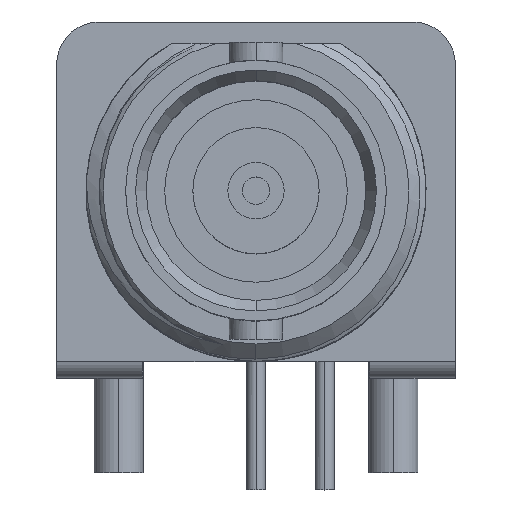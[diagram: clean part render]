
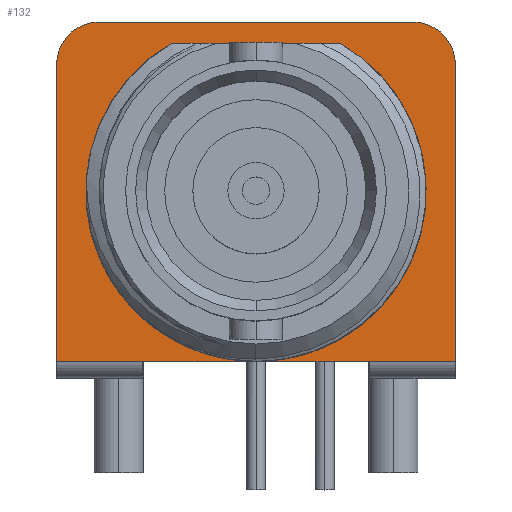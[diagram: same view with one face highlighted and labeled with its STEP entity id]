
A CAD part, top view. The second image highlights one B-rep face of the part: STEP entity #132.
In plain terms, the highlighted planar face has unit normal (0, 0, 1).
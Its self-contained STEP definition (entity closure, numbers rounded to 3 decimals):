
#132=ADVANCED_FACE('',(#382),#383,.F.);
#382=FACE_OUTER_BOUND('',#2276,.T.);
#383=PLANE('',#2277);
#2276=EDGE_LOOP('',(#3022,#3023,#3024,#3025,#3026,#3027,#3028,#3029,#3030,#3031));
#2277=AXIS2_PLACEMENT_3D('',#3032,#3033,#3034);
#3022=ORIENTED_EDGE('',*,*,#3832,.F.);
#3023=ORIENTED_EDGE('',*,*,#3833,.F.);
#3024=ORIENTED_EDGE('',*,*,#3834,.F.);
#3025=ORIENTED_EDGE('',*,*,#3835,.F.);
#3026=ORIENTED_EDGE('',*,*,#3836,.F.);
#3027=ORIENTED_EDGE('',*,*,#3837,.F.);
#3028=ORIENTED_EDGE('',*,*,#3838,.F.);
#3029=ORIENTED_EDGE('',*,*,#3617,.T.);
#3030=ORIENTED_EDGE('',*,*,#3734,.T.);
#3031=ORIENTED_EDGE('',*,*,#3801,.T.);
#3032=CARTESIAN_POINT('',(0.0,0.0,-21.209));
#3033=DIRECTION('',(0.0,0.0,-1.0));
#3034=DIRECTION('',(0.0,-1.0,0.0));
#3617=EDGE_CURVE('',#4040,#4038,#4041,.T.);
#3734=EDGE_CURVE('',#4038,#4248,#4250,.T.);
#3801=EDGE_CURVE('',#4248,#4352,#4354,.T.);
#3832=EDGE_CURVE('',#4390,#4352,#4391,.T.);
#3833=EDGE_CURVE('',#4392,#4390,#4393,.T.);
#3834=EDGE_CURVE('',#4394,#4392,#4395,.T.);
#3835=EDGE_CURVE('',#4396,#4394,#4397,.T.);
#3836=EDGE_CURVE('',#4398,#4396,#4399,.T.);
#3837=EDGE_CURVE('',#4400,#4398,#4401,.T.);
#3838=EDGE_CURVE('',#4040,#4400,#4402,.T.);
#4038=VERTEX_POINT('',#4787);
#4040=VERTEX_POINT('',#4790);
#4041=CIRCLE('',#4791,6.295);
#4248=VERTEX_POINT('',#5628);
#4250=LINE('',#5631,#5632);
#4352=VERTEX_POINT('',#6463);
#4354=CIRCLE('',#6465,6.295);
#4390=VERTEX_POINT('',#7064);
#4391=LINE('',#7065,#7066);
#4392=VERTEX_POINT('',#7067);
#4393=LINE('',#7068,#7069);
#4394=VERTEX_POINT('',#7070);
#4395=CIRCLE('',#7071,1.575);
#4396=VERTEX_POINT('',#7072);
#4397=LINE('',#7073,#7074);
#4398=VERTEX_POINT('',#7075);
#4399=CIRCLE('',#7076,1.575);
#4400=VERTEX_POINT('',#7077);
#4401=LINE('',#7078,#7079);
#4402=LINE('',#7080,#7081);
#4787=CARTESIAN_POINT('',(-3.123,5.465,-21.209));
#4790=CARTESIAN_POINT('',(-0.513,-6.274,-21.209));
#4791=AXIS2_PLACEMENT_3D('',#7564,#7565,#7566);
#5628=CARTESIAN_POINT('',(3.123,5.465,-21.209));
#5631=CARTESIAN_POINT('',(-3.123,5.465,-21.209));
#5632=VECTOR('',#7726,6.246);
#6463=CARTESIAN_POINT('',(0.513,-6.274,-21.209));
#6465=AXIS2_PLACEMENT_3D('',#7746,#7747,#7748);
#7064=CARTESIAN_POINT('',(7.379,-6.274,-21.209));
#7065=CARTESIAN_POINT('',(7.379,-6.274,-21.209));
#7066=VECTOR('',#7757,6.866);
#7067=CARTESIAN_POINT('',(7.379,4.699,-21.209));
#7068=CARTESIAN_POINT('',(7.379,4.699,-21.209));
#7069=VECTOR('',#7758,10.973);
#7070=CARTESIAN_POINT('',(5.804,6.274,-21.209));
#7071=AXIS2_PLACEMENT_3D('',#7759,#7760,#7761);
#7072=CARTESIAN_POINT('',(-5.804,6.274,-21.209));
#7073=CARTESIAN_POINT('',(-5.804,6.274,-21.209));
#7074=VECTOR('',#7762,11.608);
#7075=CARTESIAN_POINT('',(-7.379,4.699,-21.209));
#7076=AXIS2_PLACEMENT_3D('',#7763,#7764,#7765);
#7077=CARTESIAN_POINT('',(-7.379,-6.274,-21.209));
#7078=CARTESIAN_POINT('',(-7.379,-6.274,-21.209));
#7079=VECTOR('',#7766,10.973);
#7080=CARTESIAN_POINT('',(-0.513,-6.274,-21.209));
#7081=VECTOR('',#7767,6.866);
#7564=CARTESIAN_POINT('',(0.0,0.0,-21.209));
#7565=DIRECTION('',(-0.0,0.0,-1.0));
#7566=DIRECTION('',(-0.082,-0.997,0.0));
#7726=DIRECTION('',(1.0,0.0,0.0));
#7746=CARTESIAN_POINT('',(0.0,0.0,-21.209));
#7747=DIRECTION('',(0.0,0.0,-1.0));
#7748=DIRECTION('',(0.496,0.868,0.0));
#7757=DIRECTION('',(-1.0,0.0,0.0));
#7758=DIRECTION('',(0.0,-1.0,0.0));
#7759=CARTESIAN_POINT('',(5.804,4.699,-21.209));
#7760=DIRECTION('',(0.0,0.0,-1.0));
#7761=DIRECTION('',(0.0,1.0,0.0));
#7762=DIRECTION('',(1.0,0.0,0.0));
#7763=CARTESIAN_POINT('',(-5.804,4.699,-21.209));
#7764=DIRECTION('',(0.0,0.0,-1.0));
#7765=DIRECTION('',(-1.0,0.0,0.0));
#7766=DIRECTION('',(0.0,1.0,0.0));
#7767=DIRECTION('',(-1.0,0.0,0.0));
